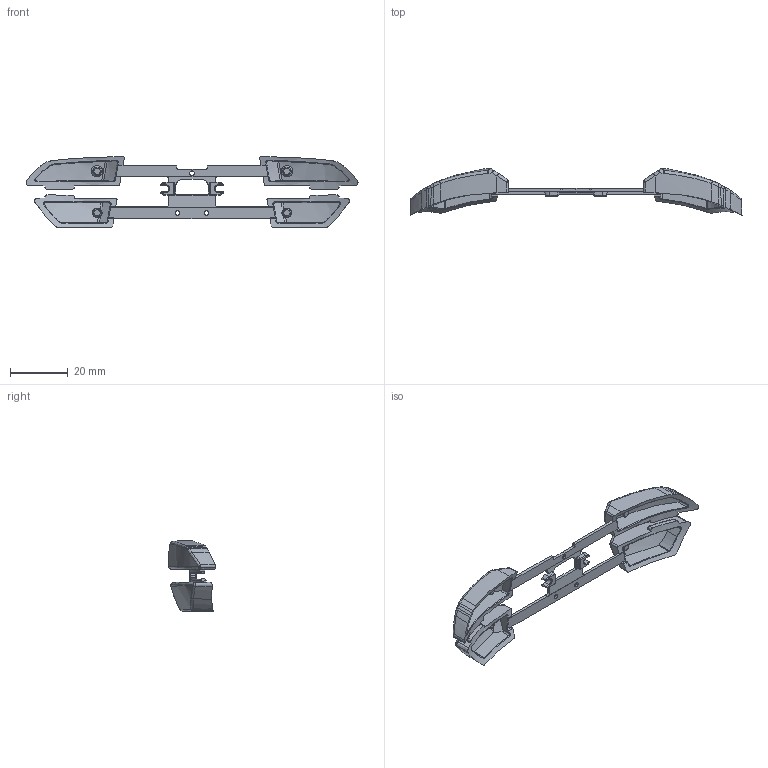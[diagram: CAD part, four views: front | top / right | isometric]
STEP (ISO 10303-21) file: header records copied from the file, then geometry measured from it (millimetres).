
FILE_DESCRIPTION(/* description */ (''),/* implementation_level */ '2;1');
FILE_NAME(/* name */ 'Triggers.step',/* time_stamp */ '2025-05-19T13:21:57-07:00',/* author */ (''),/* organization */ (''),/* preprocessor_version */ 'ST-DEVELOPER v20.1',/* originating_system */ 'Autodesk Translation Framework v14.4.0.0',/* authorisation */ '');
FILE_SCHEMA (('AUTOMOTIVE_DESIGN { 1 0 10303 214 3 1 1 }'));
Length unit declared in the file: millimetre
Products named in the file (1): Triggers
Bounding box: 114.89 x 16.37 x 24.53 mm (x, y, z)
Volume: 4725.1 mm3; surface area: 6763 mm2
Topology: 1 solids, 1 shells, 444 faces, 1177 edges, 729 vertices
Faces by surface type: bspline 272, plane 86, cone 34, cylinder 28, sphere 18, torus 6
Entity records: 25772 total; most frequent: CARTESIAN_POINT 16792, ORIENTED_EDGE 2338, EDGE_CURVE 1169, DIRECTION 1073, VERTEX_POINT 729, B_SPLINE_CURVE_WITH_KNOTS 676, EDGE_LOOP 454, FACE_OUTER_BOUND 444
